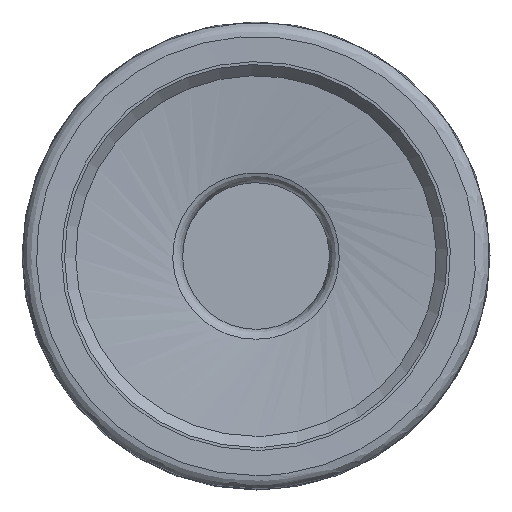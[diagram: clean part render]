
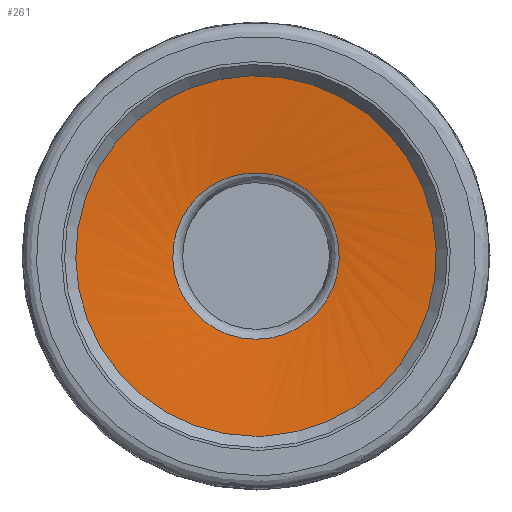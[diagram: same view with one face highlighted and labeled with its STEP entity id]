
A CAD part, left-side view. The second image highlights one B-rep face of the part: STEP entity #261.
In plain terms, the highlighted face is a revolution surface.
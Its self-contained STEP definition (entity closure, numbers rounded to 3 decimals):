
#28=B_SPLINE_CURVE_WITH_KNOTS('',3,(#652,#653,#654,#655),.UNSPECIFIED.,
 .F.,.F.,(4,4),(0.,1.),.UNSPECIFIED.);
#35=SURFACE_OF_REVOLUTION('',#28,#49);
#49=AXIS1_PLACEMENT('',#656,#566);
#223=FACE_BOUND('',#306,.T.);
#224=FACE_BOUND('',#307,.T.);
#261=ADVANCED_FACE('',(#223,#224),#35,.F.);
#306=EDGE_LOOP('',(#358));
#307=EDGE_LOOP('',(#359));
#358=ORIENTED_EDGE('',*,*,#422,.T.);
#359=ORIENTED_EDGE('',*,*,#421,.F.);
#395=VERTEX_POINT('',#647);
#396=VERTEX_POINT('',#651);
#421=EDGE_CURVE('',#395,#395,#447,.T.);
#422=EDGE_CURVE('',#396,#396,#448,.T.);
#447=CIRCLE('',#487,6.18);
#448=CIRCLE('',#488,2.854);
#487=AXIS2_PLACEMENT_3D('',#646,#560,#561);
#488=AXIS2_PLACEMENT_3D('',#650,#564,#565);
#560=DIRECTION('',(1.,0.,0.));
#561=DIRECTION('',(0.,0.,-1.));
#564=DIRECTION('',(1.,0.,0.));
#565=DIRECTION('',(0.,0.,-1.));
#566=DIRECTION('',(1.,0.,0.));
#646=CARTESIAN_POINT('',(0.454,0.,0.));
#647=CARTESIAN_POINT('',(0.454,0.,-6.18));
#650=CARTESIAN_POINT('',(0.836,0.,0.));
#651=CARTESIAN_POINT('',(0.836,0.,-2.854));
#652=CARTESIAN_POINT('',(0.454,-6.163,0.453));
#653=CARTESIAN_POINT('',(0.582,-4.934,0.776));
#654=CARTESIAN_POINT('',(0.71,-3.705,1.098));
#655=CARTESIAN_POINT('',(0.836,-2.475,1.42));
#656=CARTESIAN_POINT('',(29.482,0.,0.));
